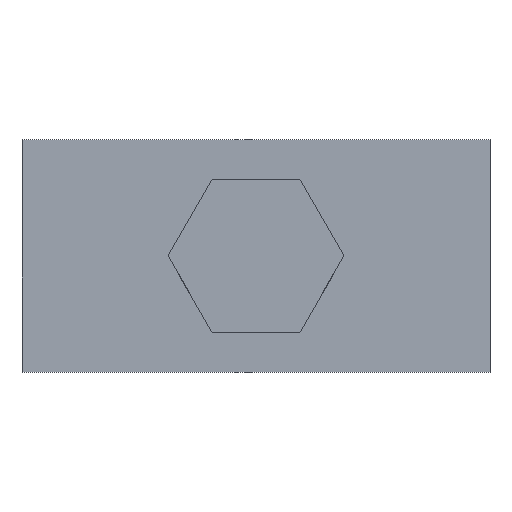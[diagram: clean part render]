
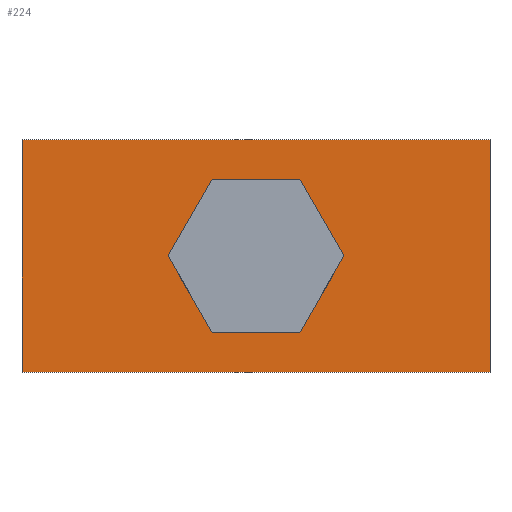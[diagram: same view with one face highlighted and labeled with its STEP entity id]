
A CAD part, top view. The second image highlights one B-rep face of the part: STEP entity #224.
In plain terms, the highlighted planar face has unit normal (0, 0, 1).
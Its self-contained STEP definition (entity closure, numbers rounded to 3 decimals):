
#82=CARTESIAN_POINT('Vertex',(53.762,26.698,10.)) ;
#96=CARTESIAN_POINT('Vertex',(-53.762,26.698,10.)) ;
#99=CARTESIAN_POINT('Line Origine',(0.,26.698,10.)) ;
#127=CARTESIAN_POINT('Vertex',(-53.762,-26.698,10.)) ;
#130=CARTESIAN_POINT('Line Origine',(-53.762,0.,10.)) ;
#158=CARTESIAN_POINT('Vertex',(53.762,-26.698,10.)) ;
#161=CARTESIAN_POINT('Line Origine',(0.,-26.698,10.)) ;
#183=CARTESIAN_POINT('Line Origine',(53.762,0.,10.)) ;
#195=CARTESIAN_POINT('Axis2P3D Location',(0.,0.,10.)) ;
#206=CARTESIAN_POINT('Axis2P3D Location',(0.,0.,10.)) ;
#210=CARTESIAN_POINT('Vertex',(12.,0.,10.)) ;
#212=CARTESIAN_POINT('Vertex',(-12.,0.,10.)) ;
#215=CARTESIAN_POINT('Axis2P3D Location',(0.,0.,10.)) ;
#100=DIRECTION('Vector Direction',(1.,0.,0.)) ;
#131=DIRECTION('Vector Direction',(0.,1.,0.)) ;
#162=DIRECTION('Vector Direction',(-1.,0.,0.)) ;
#184=DIRECTION('Vector Direction',(0.,-1.,0.)) ;
#196=DIRECTION('Axis2P3D Direction',(0.,0.,1.)) ;
#197=DIRECTION('Axis2P3D XDirection',(1.,0.,0.)) ;
#207=DIRECTION('Axis2P3D Direction',(0.,0.,1.)) ;
#216=DIRECTION('Axis2P3D Direction',(0.,0.,1.)) ;
#198=AXIS2_PLACEMENT_3D('Plane Axis2P3D',#195,#196,#197) ;
#208=AXIS2_PLACEMENT_3D('Circle Axis2P3D',#206,#207,$) ;
#217=AXIS2_PLACEMENT_3D('Circle Axis2P3D',#215,#216,$) ;
#201=ORIENTED_EDGE('',*,*,#103,.T.) ;
#202=ORIENTED_EDGE('',*,*,#134,.T.) ;
#203=ORIENTED_EDGE('',*,*,#165,.T.) ;
#204=ORIENTED_EDGE('',*,*,#187,.T.) ;
#221=ORIENTED_EDGE('',*,*,#214,.F.) ;
#222=ORIENTED_EDGE('',*,*,#219,.F.) ;
#223=FACE_BOUND('',#220,.T.) ;
#101=VECTOR('Line Direction',#100,1.) ;
#132=VECTOR('Line Direction',#131,1.) ;
#163=VECTOR('Line Direction',#162,1.) ;
#185=VECTOR('Line Direction',#184,1.) ;
#224=ADVANCED_FACE('\X2\96F64EF651E04F554F53\X0\',(#205,#223),#199,.T.) ;
#209=CIRCLE('generated circle',#208,12.) ;
#218=CIRCLE('generated circle',#217,12.) ;
#103=EDGE_CURVE('',#83,#97,#102,.F.) ;
#134=EDGE_CURVE('',#97,#128,#133,.F.) ;
#165=EDGE_CURVE('',#128,#159,#164,.F.) ;
#187=EDGE_CURVE('',#159,#83,#186,.F.) ;
#214=EDGE_CURVE('',#211,#213,#209,.T.) ;
#219=EDGE_CURVE('',#213,#211,#218,.T.) ;
#200=EDGE_LOOP('',(#201,#202,#203,#204)) ;
#220=EDGE_LOOP('',(#221,#222)) ;
#205=FACE_OUTER_BOUND('',#200,.T.) ;
#102=LINE('Line',#99,#101) ;
#133=LINE('Line',#130,#132) ;
#164=LINE('Line',#161,#163) ;
#186=LINE('Line',#183,#185) ;
#199=PLANE('Plane',#198) ;
#83=VERTEX_POINT('',#82) ;
#97=VERTEX_POINT('',#96) ;
#128=VERTEX_POINT('',#127) ;
#159=VERTEX_POINT('',#158) ;
#211=VERTEX_POINT('',#210) ;
#213=VERTEX_POINT('',#212) ;
